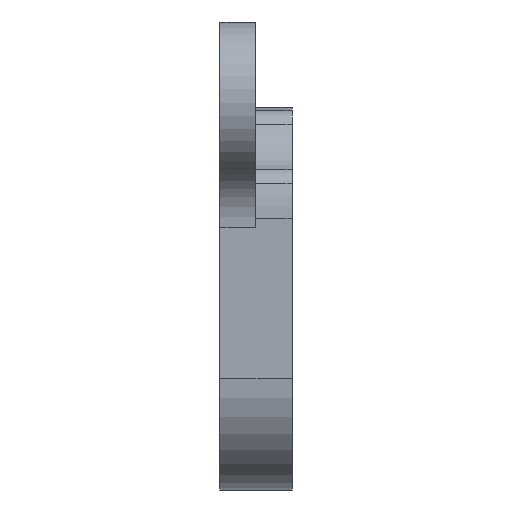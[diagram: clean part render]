
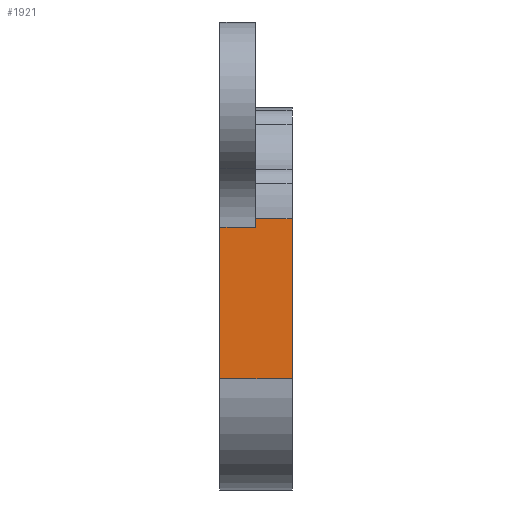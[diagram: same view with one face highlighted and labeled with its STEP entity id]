
A CAD part, left-side view. The second image highlights one B-rep face of the part: STEP entity #1921.
In plain terms, the highlighted planar face has unit normal (-1, 0, 0).
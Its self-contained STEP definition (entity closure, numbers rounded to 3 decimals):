
#46=PLANE('',#2106);
#106=FACE_OUTER_BOUND('',#219,.T.);
#219=EDGE_LOOP('',(#1431,#1432,#1433,#1434,#1435,#1436));
#319=LINE('',#2858,#503);
#333=LINE('',#2930,#517);
#376=LINE('',#3092,#560);
#378=LINE('',#3098,#562);
#379=LINE('',#3100,#563);
#380=LINE('',#3101,#564);
#503=VECTOR('',#2257,10.);
#517=VECTOR('',#2327,10.);
#560=VECTOR('',#2458,10.);
#562=VECTOR('',#2464,3.);
#563=VECTOR('',#2467,10.);
#564=VECTOR('',#2468,10.);
#800=VERTEX_POINT('',#2855);
#801=VERTEX_POINT('',#2857);
#830=VERTEX_POINT('',#2927);
#831=VERTEX_POINT('',#2929);
#906=VERTEX_POINT('',#3090);
#907=VERTEX_POINT('',#3094);
#994=EDGE_CURVE('',#801,#800,#319,.T.);
#1030=EDGE_CURVE('',#830,#831,#333,.T.);
#1112=EDGE_CURVE('',#800,#906,#376,.T.);
#1115=EDGE_CURVE('',#831,#907,#378,.T.);
#1116=EDGE_CURVE('',#906,#907,#379,.T.);
#1117=EDGE_CURVE('',#801,#830,#380,.T.);
#1431=ORIENTED_EDGE('',*,*,#1116,.T.);
#1432=ORIENTED_EDGE('',*,*,#1115,.F.);
#1433=ORIENTED_EDGE('',*,*,#1030,.F.);
#1434=ORIENTED_EDGE('',*,*,#1117,.F.);
#1435=ORIENTED_EDGE('',*,*,#994,.T.);
#1436=ORIENTED_EDGE('',*,*,#1112,.T.);
#1921=ADVANCED_FACE('',(#106),#46,.T.);
#2106=AXIS2_PLACEMENT_3D('',#3099,#2465,#2466);
#2257=DIRECTION('',(0.,0.,1.));
#2327=DIRECTION('',(0.,0.,1.));
#2458=DIRECTION('',(0.,1.,0.));
#2464=DIRECTION('',(0.,-1.,0.));
#2465=DIRECTION('center_axis',(-1.,0.,0.));
#2466=DIRECTION('ref_axis',(0.,0.,
1.));
#2467=DIRECTION('',(0.,0.,-1.));
#2468=DIRECTION('',(0.,1.,0.));
#2855=CARTESIAN_POINT('',(66.95,-35.415,-0.53));
#2857=CARTESIAN_POINT('',(66.95,-35.415,-7.75));
#2858=CARTESIAN_POINT('',(66.95,-35.415,-7.75));
#2927=CARTESIAN_POINT('',(66.95,-32.165,-7.75));
#2929=CARTESIAN_POINT('',(66.95,-32.165,-0.922));
#2930=CARTESIAN_POINT('',(66.95,-32.165,-7.75));
#3090=CARTESIAN_POINT('',(66.95,-33.765,-0.53));
#3092=CARTESIAN_POINT('',(66.95,-35.415,-0.53));
#3094=CARTESIAN_POINT('',(66.95,-33.765,-0.922));
#3098=CARTESIAN_POINT('',(66.95,-33.765,-0.922));
#3099=CARTESIAN_POINT('Origin',(66.95,-35.415,-7.75));
#3100=CARTESIAN_POINT('',(66.95,-33.765,-5.108));
#3101=CARTESIAN_POINT('',(66.95,-35.415,-7.75));
